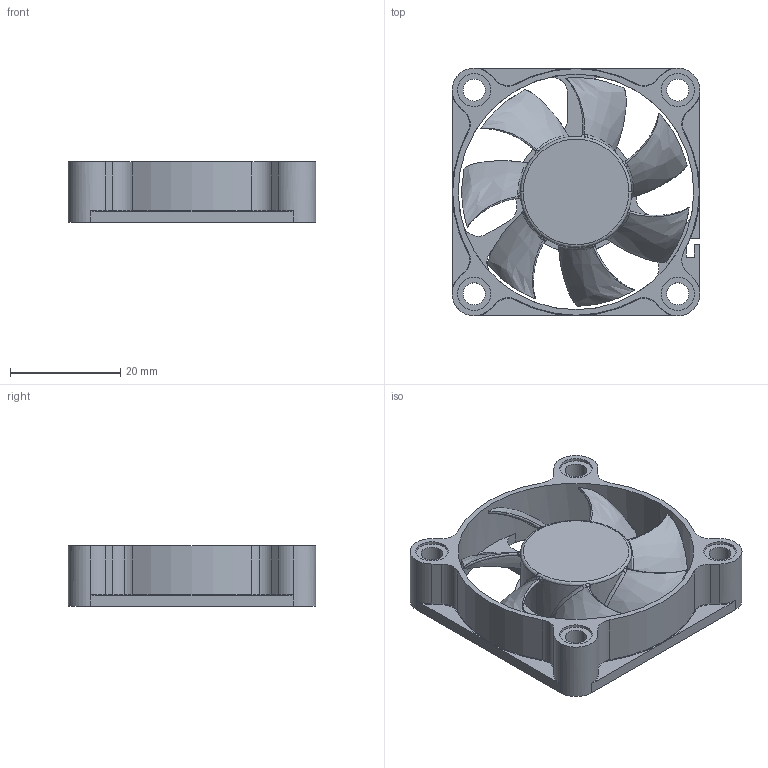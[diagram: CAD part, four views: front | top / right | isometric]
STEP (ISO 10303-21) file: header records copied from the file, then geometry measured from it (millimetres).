
FILE_DESCRIPTION (( 'STEP AP214' ), '1' );
FILE_NAME ('User Library-TFD-4510.STEP', '2021-02-04T14:59:08', ( '' ), ( '' ), 'SwSTEP 2.0', 'SolidWorks 2020', '' );
FILE_SCHEMA (( 'AUTOMOTIVE_DESIGN' ));
Length unit declared in the file: millimetre
Products named in the file (4): TFD-4510-cover___ _________; TFD-4510-case___ _________; User Library-TFD-4510; TFD-4510-rotor___ _________
Assembly tree (3 placements, depth 2):
  User Library-TFD-4510
    TFD-4510-case___ _________
    TFD-4510-cover___ _________
    TFD-4510-rotor___ _________
Bounding box: 45 x 45 x 11 mm (x, y, z)
Volume: 8026.4 mm3; surface area: 10188.3 mm2
Topology: 3 solids, 3 shells, 222 faces, 574 edges, 360 vertices
Faces by surface type: cylinder 80, bspline 72, plane 48, torus 22
Entity records: 13899 total; most frequent: CARTESIAN_POINT 8729, ORIENTED_EDGE 1148, DIRECTION 882, EDGE_CURVE 574, VERTEX_POINT 360, AXIS2_PLACEMENT_3D 357, EDGE_LOOP 238, FACE_OUTER_BOUND 222
